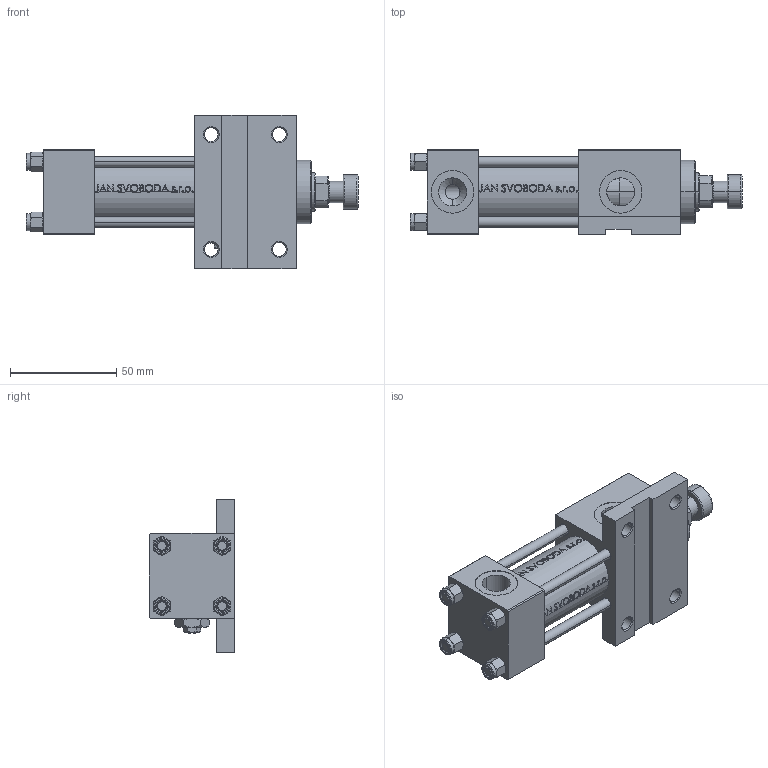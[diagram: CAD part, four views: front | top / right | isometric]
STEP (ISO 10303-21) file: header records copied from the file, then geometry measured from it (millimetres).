
FILE_DESCRIPTION (( 'STEP AP203' ), '1' );
FILE_NAME ('1b61.STEP', '2022-04-14T13:28:18', ( '' ), ( '' ), 'SwSTEP 2.0', 'SolidWorks 2019', '' );
FILE_SCHEMA (( 'CONFIG_CONTROL_DESIGN' ));
Length unit declared in the file: millimetre
Products named in the file (8): V215_VC_A 0abc30f48ff3024b68d0d7560d361a93; V215CR_F_Body 0abc30f48ff3024b68d0d7560d361a93; V215CR_F_TYCINKA 0abc30f48ff3024b68d0d7560d361a93; V215CR_VCP_F 0abc30f48ff3024b68d0d7560d361a93; V215CR_ROD_END_W 0abc30f48ff3024b68d0d7560d361a93; NUT_M5_F 0abc30f48ff3024b68d0d7560d361a93; Zatka_pro_OIL_PORT 0abc30f48ff3024b68d0d7560d361a93; 1b61
Assembly tree (13 placements, depth 2):
  1b61
    V215CR_F_Body 0abc30f48ff3024b68d0d7560d361a93
    V215CR_VCP_F 0abc30f48ff3024b68d0d7560d361a93
    V215CR_F_TYCINKA 0abc30f48ff3024b68d0d7560d361a93  x4
    NUT_M5_F 0abc30f48ff3024b68d0d7560d361a93  x4
    V215_VC_A 0abc30f48ff3024b68d0d7560d361a93
    V215CR_ROD_END_W 0abc30f48ff3024b68d0d7560d361a93
    Zatka_pro_OIL_PORT 0abc30f48ff3024b68d0d7560d361a93
Bounding box: 156 x 40 x 72 mm (x, y, z)
Volume: 161323.9 mm3; surface area: 62721.8 mm2
Topology: 13 solids, 13 shells, 1172 faces, 2940 edges, 1879 vertices
Faces by surface type: plane 463, bspline 380, cone 174, cylinder 143, torus 12
Entity records: 50196 total; most frequent: CARTESIAN_POINT 26562, ORIENTED_EDGE 5372, DIRECTION 3430, EDGE_CURVE 2686, VERTEX_POINT 1735, LINE 1364, VECTOR 1364, EDGE_LOOP 1159
